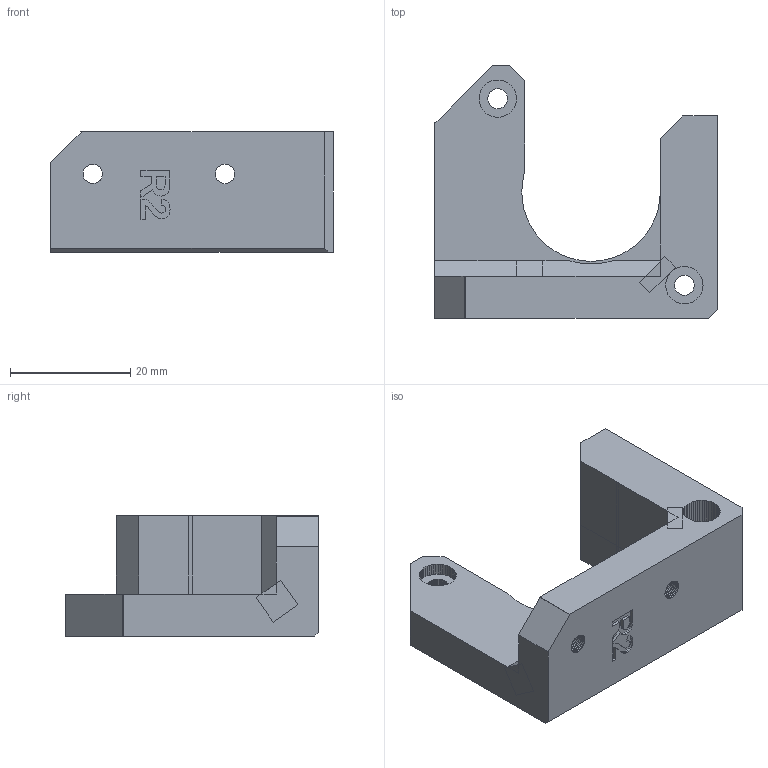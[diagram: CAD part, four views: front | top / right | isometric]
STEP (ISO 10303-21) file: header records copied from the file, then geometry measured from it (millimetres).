
FILE_DESCRIPTION(('FreeCAD Model'),'2;1');
FILE_NAME('y-motor-holder_TheZeroBeast.step','2018-05-31T07:43:34',('Author'),(''), 'Open CASCADE STEP processor 7.2','FreeCAD','Unknown');
FILE_SCHEMA(('AUTOMOTIVE_DESIGN_CC2 { 1 2 10303 214 -1 1 5 4 }'));
Length unit declared in the file: millimetre
Products named in the file (1): difference002
Bounding box: 47 x 42 x 20 mm (x, y, z)
Volume: 14633.8 mm3; surface area: 6679.9 mm2
Topology: 1 solids, 4 shells, 498 faces, 1434 edges, 951 vertices
Faces by surface type: plane 486, bspline 12
Entity records: 19442 total; most frequent: CARTESIAN_POINT 2944, ORIENTED_EDGE 2868, DIRECTION 2384, EDGE_CURVE 1434, LINE 1410, VECTOR 1410, VERTEX_POINT 951, FACE_BOUND 513
